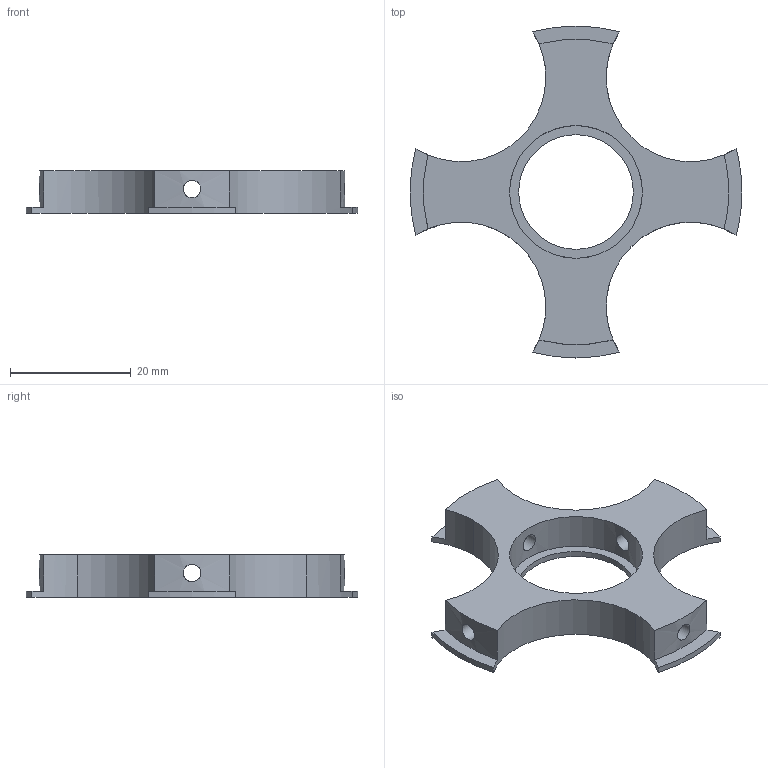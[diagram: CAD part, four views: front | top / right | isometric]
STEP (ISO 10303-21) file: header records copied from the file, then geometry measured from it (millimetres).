
FILE_DESCRIPTION(('FreeCAD Model'),'2;1');
FILE_NAME('Open CASCADE Shape Model','2022-06-11T01:09:23',('Author'),( ''),'Open CASCADE STEP processor 7.5','FreeCAD','Unknown');
FILE_SCHEMA(('AUTOMOTIVE_DESIGN { 1 0 10303 214 1 1 1 1 }'));
Length unit declared in the file: millimetre
Products named in the file (1): BDD_cover
Bounding box: 55 x 55 x 7 mm (x, y, z)
Volume: 4816 mm3; surface area: 4105.1 mm2
Topology: 1 solids, 1 shells, 29 faces, 84 edges, 56 vertices
Faces by surface type: cylinder 22, plane 7
Full cylindrical faces by diameter (mm): 2.9 x4, 19 x1, 22 x1
Entity records: 3196 total; most frequent: CARTESIAN_POINT 1490, DIRECTION 320, ORIENTED_EDGE 168, PCURVE 168, DEFINITIONAL_REPRESENTATION 168, LINE 128, VECTOR 128, CIRCLE 88
